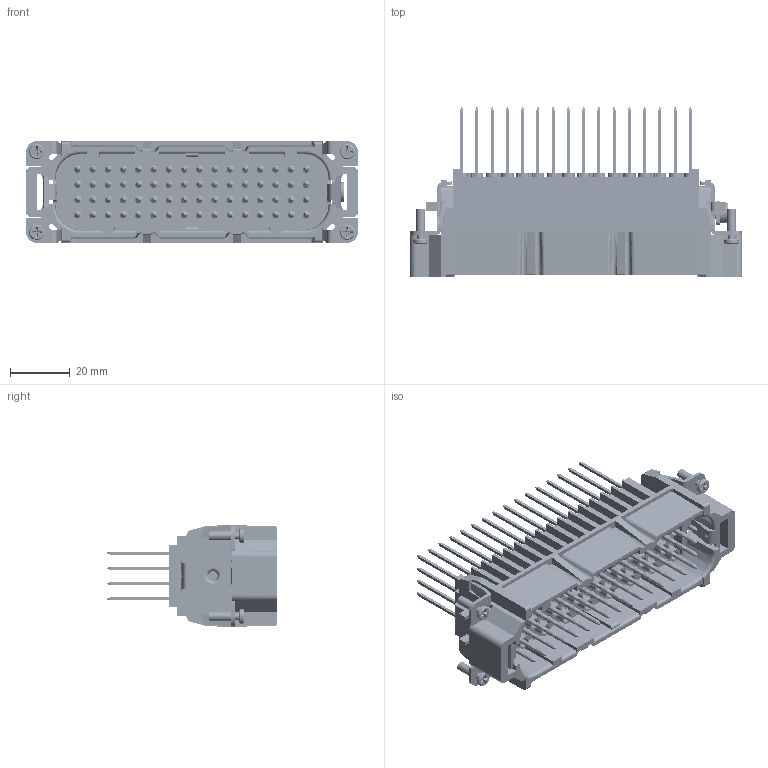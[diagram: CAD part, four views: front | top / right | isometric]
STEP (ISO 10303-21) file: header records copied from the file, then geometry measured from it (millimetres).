
FILE_DESCRIPTION((''),'2;1');
FILE_NAME('HD-064-M','2017-08-22T',('tl.yang'),(''),'PRO/ENGINEER BY PARAMETRIC TECHNOLOGY CORPORATION, 2011500','PRO/ENGINEER BY PARAMETRIC TECHNOLOGY CORPORATION, 2011500','');
FILE_SCHEMA(('CONFIG_CONTROL_DESIGN'));
Products named in the file (1): HD-064-M
Bounding box: 111.1 x 56.7 x 34 mm (x, y, z)
Volume: 55172.4 mm3; surface area: 48603.8 mm2
Topology: 1 solids, 129 shells, 7423 faces, 19012 edges, 12182 vertices
Faces by surface type: plane 5275, cylinder 1148, cone 650, bspline 200, sphere 136, torus 14
Entity records: 227228 total; most frequent: CARTESIAN_POINT 45963, ORIENTED_EDGE 37752, DIRECTION 36898, EDGE_CURVE 18876, VECTOR 14216, LINE 14216, VERTEX_POINT 12182, AXIS2_PLACEMENT_3D 11341
